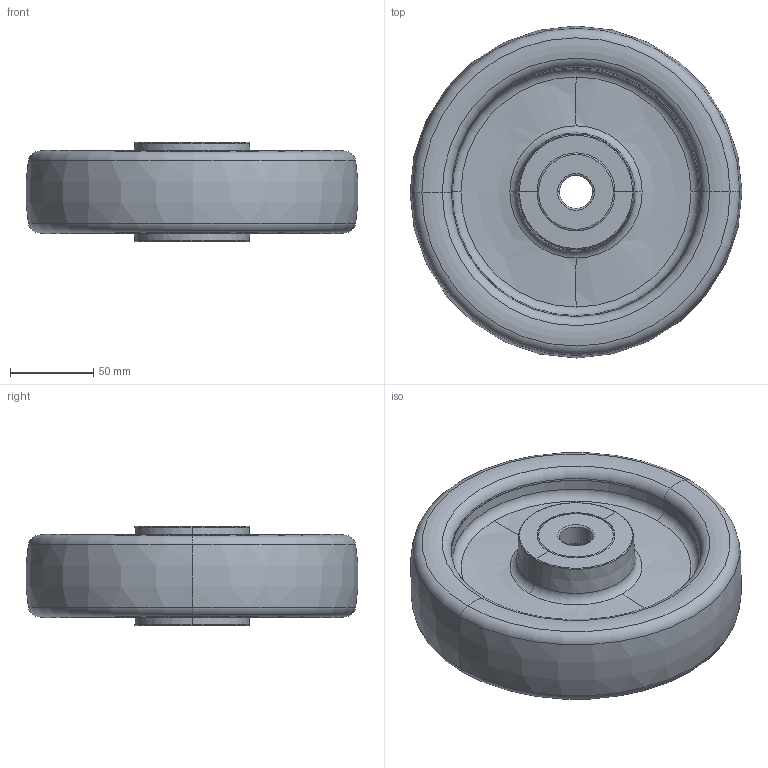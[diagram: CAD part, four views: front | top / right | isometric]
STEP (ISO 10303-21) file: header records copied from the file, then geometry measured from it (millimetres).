
FILE_DESCRIPTION (( 'STEP AP214' ), '1' );
FILE_NAME ('0014385_EPUK-200-48-60-G20.STEP', '2017-04-12T10:17:28', ( '' ), ( '' ), 'SwSTEP 2.0', 'SolidWorks 2016', '' );
FILE_SCHEMA (( 'AUTOMOTIVE_DESIGN' ));
Length unit declared in the file: millimetre
Products named in the file (1): 0014385_EPUK-200-48-60-G20
Bounding box: 199.64 x 199.64 x 60 mm (x, y, z)
Surface area: 119979.6 mm2 (no closed solid volume)
Topology: 0 solids, 6 shells, 72 faces, 164 edges, 96 vertices
Faces by surface type: torus 42, cone 16, cylinder 6, bspline 4, plane 4
Entity records: 2910 total; most frequent: DIRECTION 436, CARTESIAN_POINT 405, ORIENTED_EDGE 304, AXIS2_PLACEMENT_3D 207, EDGE_CURVE 164, CIRCLE 138, VERTEX_POINT 96, EDGE_LOOP 76
